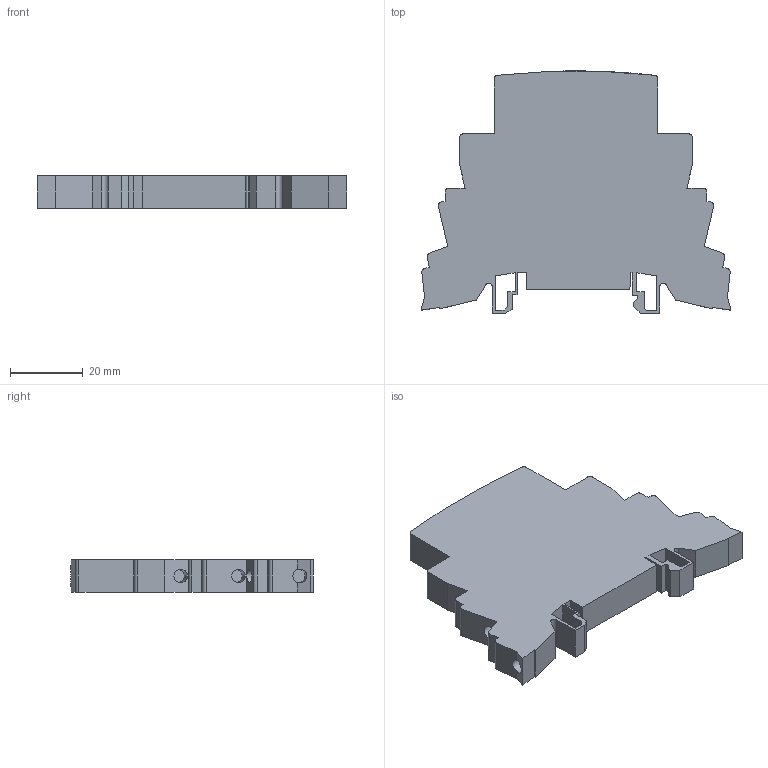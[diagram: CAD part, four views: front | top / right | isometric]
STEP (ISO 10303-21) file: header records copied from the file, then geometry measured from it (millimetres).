
FILE_DESCRIPTION (( 'STEP AP214' ), '1' );
FILE_NAME ('01.03.03.07 Ñâåòîâîé èíäèêàòîð ôàç ÈÝÊ.STEP', '2017-03-20T13:32:23', ( 'user' ), ( '' ), 'SwSTEP 2.0', 'SolidWorks 2014', '' );
FILE_SCHEMA (( 'AUTOMOTIVE_DESIGN' ));
Length unit declared in the file: millimetre
Products named in the file (1): 01.03.03.07 Ñâåòîâîé èíäèêàòîð ôàç ÈÝÊ
Bounding box: 85.2 x 66.6 x 9 mm (x, y, z)
Volume: 34994.5 mm3; surface area: 12261.4 mm2
Topology: 1 solids, 1 shells, 114 faces, 300 edges, 201 vertices
Faces by surface type: plane 84, cylinder 30
Full cylindrical faces by diameter (mm): 3.8 x12, 5.8 x3
Entity records: 3616 total; most frequent: CARTESIAN_POINT 792, DIRECTION 562, ORIENTED_EDGE 560, EDGE_CURVE 280, LINE 218, VECTOR 218, VERTEX_POINT 196, AXIS2_PLACEMENT_3D 172
